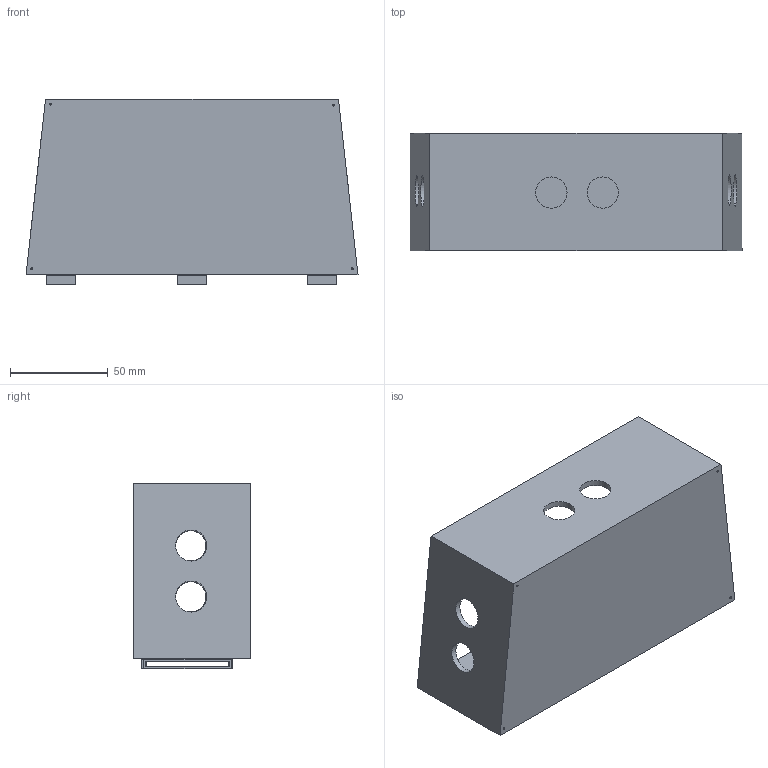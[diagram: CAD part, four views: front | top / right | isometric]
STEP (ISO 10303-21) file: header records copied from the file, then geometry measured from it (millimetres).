
FILE_DESCRIPTION(/* description */ (''),/* implementation_level */ '2;1');
FILE_NAME(/* name */ 'Guiding waves Final Body v6.step',/* time_stamp */ '2023-11-14T12:29:57+05:30',/* author */ (''),/* organization */ (''),/* preprocessor_version */ 'ST-DEVELOPER v20',/* originating_system */ 'Autodesk Translation Framework v12.14.0.127',/* authorisation */ '');
FILE_SCHEMA (('AUTOMOTIVE_DESIGN { 1 0 10303 214 3 1 1 }'));
Length unit declared in the file: millimetre
Products named in the file (3): Guiding waves Final Body; body; Component4
Assembly tree (2 placements, depth 2):
  Guiding waves Final Body
    body
    Component4
Bounding box: 170 x 60 x 95.19 mm (x, y, z)
Volume: 129211.5 mm3; surface area: 94282.4 mm2
Topology: 4 solids, 4 shells, 87 faces, 186 edges, 124 vertices
Faces by surface type: plane 57, cylinder 30
Full cylindrical faces by diameter (mm): 1 x16, 1.271 x4, 16 x6
Entity records: 2500 total; most frequent: DIRECTION 430, CARTESIAN_POINT 402, ORIENTED_EDGE 372, EDGE_CURVE 186, AXIS2_PLACEMENT_3D 152, EDGE_LOOP 130, LINE 126, VECTOR 126
